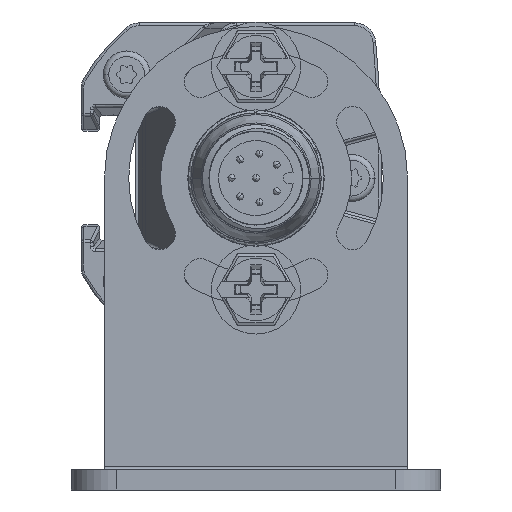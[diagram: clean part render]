
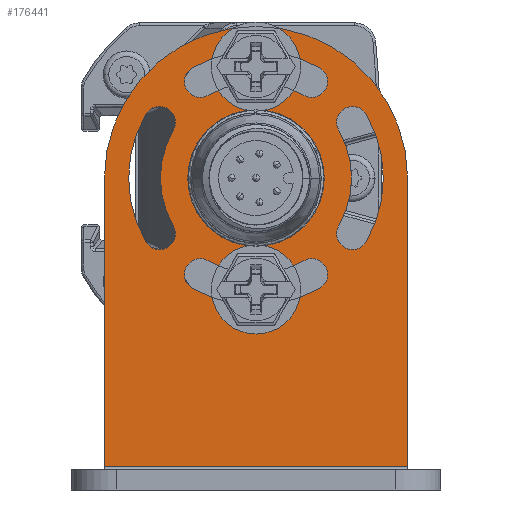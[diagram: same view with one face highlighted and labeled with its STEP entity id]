
A CAD part, front view. The second image highlights one B-rep face of the part: STEP entity #176441.
In plain terms, the highlighted face is planar.
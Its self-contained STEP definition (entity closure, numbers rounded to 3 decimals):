
#175669=DIRECTION('',(0.,0.,1.));
#175670=VECTOR('',#175669,32.319);
#175671=CARTESIAN_POINT('',(-17.,2.3,-32.7));
#175672=LINE('',#175671,#175670);
#175673=CARTESIAN_POINT('',(0.,2.3,-32.7));
#175674=DIRECTION('',(0.,1.,0.));
#175675=DIRECTION('',(1.,0.,0.));
#175676=AXIS2_PLACEMENT_3D('',#175673,#175674,#175675);
#175678=DIRECTION('',(0.,0.,-1.));
#175679=VECTOR('',#175678,32.319);
#175680=CARTESIAN_POINT('',(17.,2.3,-0.381));
#175681=LINE('',#175680,#175679);
#175682=CARTESIAN_POINT('',(0.,2.3,-32.7));
#175683=DIRECTION('',(0.,1.,0.));
#175684=DIRECTION('',(1.,0.,0.));
#175685=AXIS2_PLACEMENT_3D('',#175682,#175683,#175684);
#175687=CARTESIAN_POINT('',(0.,2.3,-32.7));
#175688=DIRECTION('',(0.,1.,0.));
#175689=DIRECTION('',(-1.,0.,0.));
#175690=AXIS2_PLACEMENT_3D('',#175687,#175688,#175689);
#175692=CARTESIAN_POINT('',(-6.251,2.3,-21.873));
#175693=DIRECTION('',(0.,1.,0.));
#175694=DIRECTION('',(0.5,0.,-0.866));
#175695=AXIS2_PLACEMENT_3D('',#175692,#175693,#175694);
#175697=CARTESIAN_POINT('',(0.,2.3,-32.7));
#175698=DIRECTION('',(0.,1.,0.));
#175699=DIRECTION('',(-0.5,0.,0.866));
#175700=AXIS2_PLACEMENT_3D('',#175697,#175698,#175699);
#175702=CARTESIAN_POINT('',(6.251,2.3,-21.873));
#175703=DIRECTION('',(0.,1.,0.));
#175704=DIRECTION('',(0.5,0.,0.866));
#175705=AXIS2_PLACEMENT_3D('',#175702,#175703,#175704);
#175707=CARTESIAN_POINT('',(0.,2.3,-32.7));
#175708=DIRECTION('',(0.,1.,0.));
#175709=DIRECTION('',(-0.5,0.,0.866));
#175710=AXIS2_PLACEMENT_3D('',#175707,#175708,#175709);
#175712=CARTESIAN_POINT('',(10.827,2.3,-26.449));
#175713=DIRECTION('',(0.,1.,0.));
#175714=DIRECTION('',(-0.866,0.,-0.5));
#175715=AXIS2_PLACEMENT_3D('',#175712,#175713,#175714);
#175717=CARTESIAN_POINT('',(0.,2.3,-32.7));
#175718=DIRECTION('',(0.,1.,0.));
#175719=DIRECTION('',(0.866,0.,0.5));
#175720=AXIS2_PLACEMENT_3D('',#175717,#175718,#175719);
#175722=CARTESIAN_POINT('',(10.827,2.3,-38.951));
#175723=DIRECTION('',(0.,1.,0.));
#175724=DIRECTION('',(0.866,0.,-0.5));
#175725=AXIS2_PLACEMENT_3D('',#175722,#175723,#175724);
#175727=CARTESIAN_POINT('',(0.,2.3,-32.7));
#175728=DIRECTION('',(0.,1.,0.));
#175729=DIRECTION('',(0.866,0.,0.5));
#175730=AXIS2_PLACEMENT_3D('',#175727,#175728,#175729);
#175732=CARTESIAN_POINT('',(-6.251,2.3,-43.527));
#175733=DIRECTION('',(0.,1.,0.));
#175734=DIRECTION('',(-0.5,0.,-0.866));
#175735=AXIS2_PLACEMENT_3D('',#175732,#175733,#175734);
#175737=CARTESIAN_POINT('',(0.,2.3,-32.7));
#175738=DIRECTION('',(0.,1.,0.));
#175739=DIRECTION('',(0.5,0.,-0.866));
#175740=AXIS2_PLACEMENT_3D('',#175737,#175738,#175739);
#175742=CARTESIAN_POINT('',(6.251,2.3,-43.527));
#175743=DIRECTION('',(0.,1.,0.));
#175744=DIRECTION('',(-0.5,0.,0.866));
#175745=AXIS2_PLACEMENT_3D('',#175742,#175743,#175744);
#175747=CARTESIAN_POINT('',(0.,2.3,-32.7));
#175748=DIRECTION('',(0.,1.,0.));
#175749=DIRECTION('',(0.5,0.,-0.866));
#175750=AXIS2_PLACEMENT_3D('',#175747,#175748,#175749);
#175752=CARTESIAN_POINT('',(-10.827,2.3,-38.951));
#175753=DIRECTION('',(0.,1.,0.));
#175754=DIRECTION('',(0.866,0.,0.5));
#175755=AXIS2_PLACEMENT_3D('',#175752,#175753,#175754);
#175757=CARTESIAN_POINT('',(0.,2.3,-32.7));
#175758=DIRECTION('',(0.,1.,0.));
#175759=DIRECTION('',(-0.866,0.,-0.5));
#175760=AXIS2_PLACEMENT_3D('',#175757,#175758,#175759);
#175762=CARTESIAN_POINT('',(-10.827,2.3,-26.449));
#175763=DIRECTION('',(0.,1.,0.));
#175764=DIRECTION('',(-0.866,0.,0.5));
#175765=AXIS2_PLACEMENT_3D('',#175762,#175763,#175764);
#175767=CARTESIAN_POINT('',(0.,2.3,-32.7));
#175768=DIRECTION('',(0.,1.,0.));
#175769=DIRECTION('',(-0.866,0.,-0.5));
#175770=AXIS2_PLACEMENT_3D('',#175767,#175768,#175769);
#175772=DIRECTION('',(1.,0.,0.));
#175773=VECTOR('',#175772,34.);
#175774=CARTESIAN_POINT('',(-17.,2.3,-0.381));
#175775=LINE('',#175774,#175773);
#176132=CARTESIAN_POINT('',(17.,2.3,-32.7));
#176133=CARTESIAN_POINT('',(-17.,2.3,-32.7));
#176134=VERTEX_POINT('',#176132);
#176135=VERTEX_POINT('',#176133);
#176148=CARTESIAN_POINT('',(-17.,2.3,-0.381));
#176149=CARTESIAN_POINT('',(17.,2.3,-0.381));
#176150=VERTEX_POINT('',#176148);
#176151=VERTEX_POINT('',#176149);
#176160=CARTESIAN_POINT('',(7.65,2.3,-32.7));
#176161=CARTESIAN_POINT('',(-7.65,2.3,-32.7));
#176162=VERTEX_POINT('',#176160);
#176163=VERTEX_POINT('',#176161);
#176232=CARTESIAN_POINT('',(-5.361,2.3,-23.414));
#176233=CARTESIAN_POINT('',(-7.141,2.3,-20.331));
#176234=VERTEX_POINT('',#176232);
#176235=VERTEX_POINT('',#176233);
#176236=CARTESIAN_POINT('',(7.141,2.3,-20.331));
#176237=CARTESIAN_POINT('',(5.361,2.3,-23.414));
#176238=VERTEX_POINT('',#176236);
#176239=VERTEX_POINT('',#176237);
#176240=CARTESIAN_POINT('',(9.286,2.3,-27.339));
#176241=CARTESIAN_POINT('',(12.369,2.3,-25.559));
#176242=VERTEX_POINT('',#176240);
#176243=VERTEX_POINT('',#176241);
#176244=CARTESIAN_POINT('',(12.369,2.3,-39.841));
#176245=CARTESIAN_POINT('',(9.286,2.3,-38.061));
#176246=VERTEX_POINT('',#176244);
#176247=VERTEX_POINT('',#176245);
#176248=CARTESIAN_POINT('',(-7.141,2.3,-45.069));
#176249=CARTESIAN_POINT('',(-5.361,2.3,-41.986));
#176250=VERTEX_POINT('',#176248);
#176251=VERTEX_POINT('',#176249);
#176252=CARTESIAN_POINT('',(5.361,2.3,-41.986));
#176253=CARTESIAN_POINT('',(7.141,2.3,-45.069));
#176254=VERTEX_POINT('',#176252);
#176255=VERTEX_POINT('',#176253);
#176256=CARTESIAN_POINT('',(-9.286,2.3,-38.061));
#176257=CARTESIAN_POINT('',(-12.369,2.3,-39.841));
#176258=VERTEX_POINT('',#176256);
#176259=VERTEX_POINT('',#176257);
#176260=CARTESIAN_POINT('',(-12.369,2.3,-25.559));
#176261=CARTESIAN_POINT('',(-9.286,2.3,-27.339));
#176262=VERTEX_POINT('',#176260);
#176263=VERTEX_POINT('',#176261);
#176381=CARTESIAN_POINT('',(0.,2.3,0.));
#176382=DIRECTION('',(0.,1.,0.));
#176383=DIRECTION('',(1.,0.,0.));
#176384=AXIS2_PLACEMENT_3D('',#176381,#176382,#176383);
#176385=PLANE('',#176384);
#176387=ORIENTED_EDGE('',*,*,#176386,.F.);
#176388=ORIENTED_EDGE('',*,*,#176363,.F.);
#176390=ORIENTED_EDGE('',*,*,#176389,.F.);
#176392=ORIENTED_EDGE('',*,*,#176391,.F.);
#176393=EDGE_LOOP('',(#176387,#176388,#176390,#176392));
#176394=FACE_OUTER_BOUND('',#176393,.F.);
#176396=ORIENTED_EDGE('',*,*,#176395,.T.);
#176398=ORIENTED_EDGE('',*,*,#176397,.T.);
#176399=EDGE_LOOP('',(#176396,#176398));
#176400=FACE_BOUND('',#176399,.F.);
#176402=ORIENTED_EDGE('',*,*,#176401,.T.);
#176404=ORIENTED_EDGE('',*,*,#176403,.T.);
#176406=ORIENTED_EDGE('',*,*,#176405,.T.);
#176408=ORIENTED_EDGE('',*,*,#176407,.F.);
#176409=EDGE_LOOP('',(#176402,#176404,#176406,#176408));
#176410=FACE_BOUND('',#176409,.F.);
#176412=ORIENTED_EDGE('',*,*,#176411,.T.);
#176414=ORIENTED_EDGE('',*,*,#176413,.T.);
#176416=ORIENTED_EDGE('',*,*,#176415,.T.);
#176418=ORIENTED_EDGE('',*,*,#176417,.F.);
#176419=EDGE_LOOP('',(#176412,#176414,#176416,#176418));
#176420=FACE_BOUND('',#176419,.F.);
#176422=ORIENTED_EDGE('',*,*,#176421,.T.);
#176424=ORIENTED_EDGE('',*,*,#176423,.F.);
#176426=ORIENTED_EDGE('',*,*,#176425,.T.);
#176428=ORIENTED_EDGE('',*,*,#176427,.T.);
#176429=EDGE_LOOP('',(#176422,#176424,#176426,#176428));
#176430=FACE_BOUND('',#176429,.F.);
#176432=ORIENTED_EDGE('',*,*,#176431,.T.);
#176434=ORIENTED_EDGE('',*,*,#176433,.T.);
#176436=ORIENTED_EDGE('',*,*,#176435,.T.);
#176438=ORIENTED_EDGE('',*,*,#176437,.F.);
#176439=EDGE_LOOP('',(#176432,#176434,#176436,#176438));
#176440=FACE_BOUND('',#176439,.F.);
#176441=ADVANCED_FACE('',(#176394,#176400,#176410,#176420,#176430,#176440),
#176385,.T.);
#175677=CIRCLE('',#175676,17.);
#175686=CIRCLE('',#175685,7.65);
#175691=CIRCLE('',#175690,7.65);
#175696=CIRCLE('',#175695,1.78);
#175701=CIRCLE('',#175700,14.282);
#175706=CIRCLE('',#175705,1.78);
#175711=CIRCLE('',#175710,10.722);
#175716=CIRCLE('',#175715,1.78);
#175721=CIRCLE('',#175720,14.282);
#175726=CIRCLE('',#175725,1.78);
#175731=CIRCLE('',#175730,10.722);
#175736=CIRCLE('',#175735,1.78);
#175741=CIRCLE('',#175740,10.722);
#175746=CIRCLE('',#175745,1.78);
#175751=CIRCLE('',#175750,14.282);
#175756=CIRCLE('',#175755,1.78);
#175761=CIRCLE('',#175760,14.282);
#175766=CIRCLE('',#175765,1.78);
#175771=CIRCLE('',#175770,10.722);
#176363=EDGE_CURVE('',#176135,#176150,#175672,.T.);
#176386=EDGE_CURVE('',#176150,#176151,#175775,.T.);
#176389=EDGE_CURVE('',#176134,#176135,#175677,.T.);
#176391=EDGE_CURVE('',#176151,#176134,#175681,.T.);
#176395=EDGE_CURVE('',#176162,#176163,#175686,.T.);
#176397=EDGE_CURVE('',#176163,#176162,#175691,.T.);
#176401=EDGE_CURVE('',#176234,#176235,#175696,.T.);
#176403=EDGE_CURVE('',#176235,#176238,#175701,.T.);
#176405=EDGE_CURVE('',#176238,#176239,#175706,.T.);
#176407=EDGE_CURVE('',#176234,#176239,#175711,.T.);
#176411=EDGE_CURVE('',#176242,#176243,#175716,.T.);
#176413=EDGE_CURVE('',#176243,#176246,#175721,.T.);
#176415=EDGE_CURVE('',#176246,#176247,#175726,.T.);
#176417=EDGE_CURVE('',#176242,#176247,#175731,.T.);
#176421=EDGE_CURVE('',#176250,#176251,#175736,.T.);
#176423=EDGE_CURVE('',#176254,#176251,#175741,.T.);
#176425=EDGE_CURVE('',#176254,#176255,#175746,.T.);
#176427=EDGE_CURVE('',#176255,#176250,#175751,.T.);
#176431=EDGE_CURVE('',#176258,#176259,#175756,.T.);
#176433=EDGE_CURVE('',#176259,#176262,#175761,.T.);
#176435=EDGE_CURVE('',#176262,#176263,#175766,.T.);
#176437=EDGE_CURVE('',#176258,#176263,#175771,.T.);
